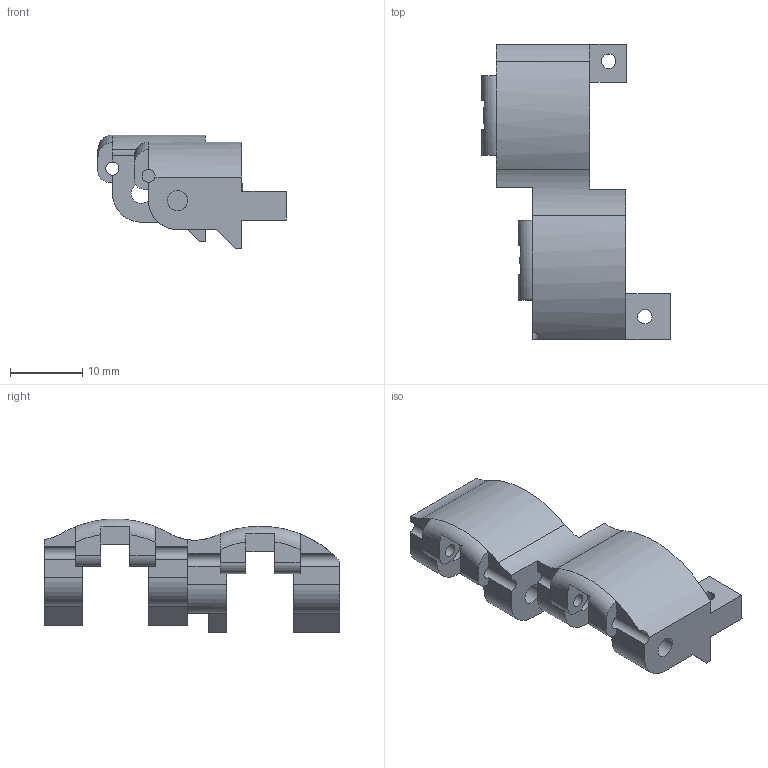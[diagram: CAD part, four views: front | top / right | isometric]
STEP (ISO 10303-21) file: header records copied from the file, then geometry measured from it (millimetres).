
FILE_DESCRIPTION(/* description */ (''),/* implementation_level */ '2;1');
FILE_NAME(/* name */ 'Finger_Mounts2.step',/* time_stamp */ '2019-01-12T21:49:50+01:00',/* author */ (''),/* organization */ (''),/* preprocessor_version */ 'ST-DEVELOPER v17.2',/* originating_system */ 'Autodesk Translation Framework v7.6.0.251',/* authorisation */ '');
FILE_SCHEMA (('AUTOMOTIVE_DESIGN { 1 0 10303 214 3 1 1 }'));
Length unit declared in the file: millimetre
Products named in the file (1): FusionComponent
Bounding box: 26 x 40.85 x 15.74 mm (x, y, z)
Volume: 3940.5 mm3; surface area: 3187.3 mm2
Topology: 1 solids, 1 shells, 97 faces, 289 edges, 190 vertices
Faces by surface type: plane 73, cylinder 22, torus 2
Full cylindrical faces by diameter (mm): 1.8 x4, 2 x2, 2.8 x4
Entity records: 3377 total; most frequent: CARTESIAN_POINT 656, ORIENTED_EDGE 578, DIRECTION 539, EDGE_CURVE 289, LINE 213, VECTOR 213, VERTEX_POINT 190, AXIS2_PLACEMENT_3D 163
